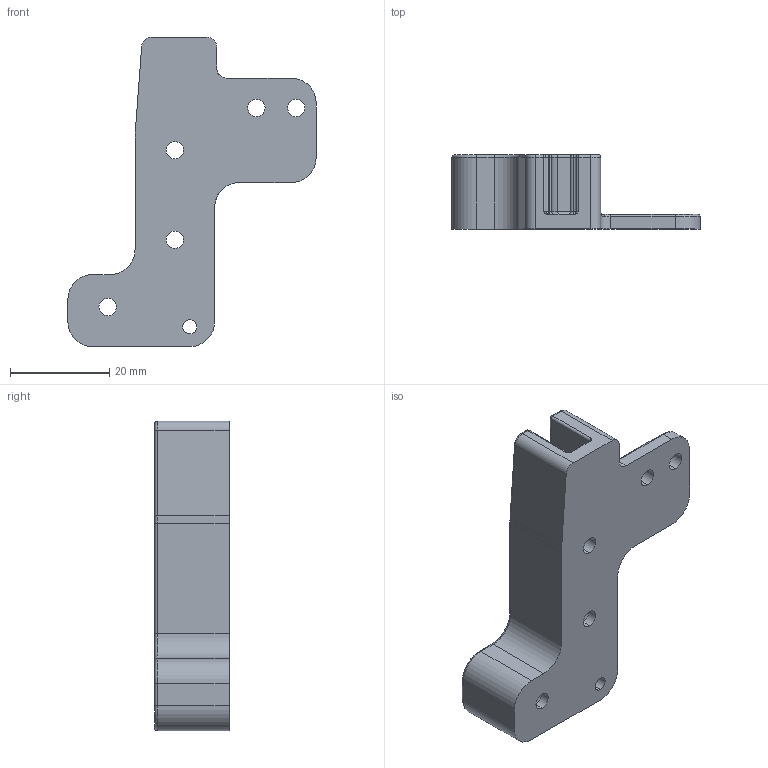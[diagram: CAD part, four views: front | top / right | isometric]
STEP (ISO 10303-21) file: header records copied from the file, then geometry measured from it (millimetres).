
FILE_DESCRIPTION (( 'STEP AP214' ), '1' );
FILE_NAME ('Ëåâàÿ áàçà.STEP', '2020-07-04T07:01:53', ( '' ), ( '' ), 'SwSTEP 2.0', 'SolidWorks 2017', '' );
FILE_SCHEMA (( 'AUTOMOTIVE_DESIGN' ));
Length unit declared in the file: millimetre
Products named in the file (1): Ëåâàÿ áàçà
Bounding box: 49.9 x 14.95 x 62.2 mm (x, y, z)
Volume: 15826.2 mm3; surface area: 7120.8 mm2
Topology: 1 solids, 1 shells, 146 faces, 347 edges, 200 vertices
Faces by surface type: cylinder 78, plane 30, torus 26, sphere 9, bspline 3
Entity records: 4386 total; most frequent: CARTESIAN_POINT 899, DIRECTION 805, ORIENTED_EDGE 678, EDGE_CURVE 339, AXIS2_PLACEMENT_3D 330, VERTEX_POINT 200, CIRCLE 186, EDGE_LOOP 163
